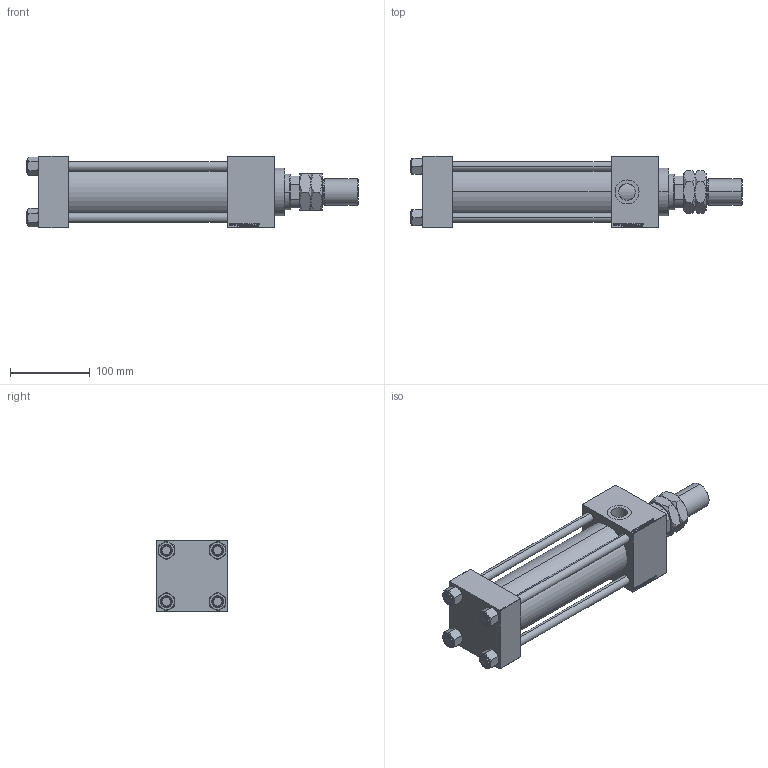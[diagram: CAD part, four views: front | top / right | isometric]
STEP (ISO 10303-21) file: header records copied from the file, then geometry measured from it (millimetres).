
FILE_DESCRIPTION (( 'STEP AP203' ), '1' );
FILE_NAME ('3a04.STEP', '2025-02-27T07:40:46', ( '' ), ( '' ), 'SwSTEP 2.0', 'SolidWorks 2019', '' );
FILE_SCHEMA (( 'CONFIG_CONTROL_DESIGN' ));
Length unit declared in the file: millimetre
Products named in the file (7): V215CR_VCP_C 4a5c91fc34afd6d734f5b2c4c30a6db5; V215CR_C_TYCINKA 4a5c91fc34afd6d734f5b2c4c30a6db5; V215CR_C_Body 4a5c91fc34afd6d734f5b2c4c30a6db5; MTA 4a5c91fc34afd6d734f5b2c4c30a6db5; 3a04; V215_VC_A 4a5c91fc34afd6d734f5b2c4c30a6db5; NUT_M5_C 4a5c91fc34afd6d734f5b2c4c30a6db5
Assembly tree (12 placements, depth 2):
  3a04
    V215CR_C_Body 4a5c91fc34afd6d734f5b2c4c30a6db5
    V215CR_VCP_C 4a5c91fc34afd6d734f5b2c4c30a6db5
    NUT_M5_C 4a5c91fc34afd6d734f5b2c4c30a6db5  x4
    V215CR_C_TYCINKA 4a5c91fc34afd6d734f5b2c4c30a6db5  x4
    V215_VC_A 4a5c91fc34afd6d734f5b2c4c30a6db5
    MTA 4a5c91fc34afd6d734f5b2c4c30a6db5
Bounding box: 416 x 90 x 90 mm (x, y, z)
Volume: 1459707.9 mm3; surface area: 301556.7 mm2
Topology: 12 solids, 12 shells, 1195 faces, 2970 edges, 1915 vertices
Faces by surface type: plane 540, bspline 392, cone 164, cylinder 89, torus 10
Entity records: 51819 total; most frequent: CARTESIAN_POINT 27722, ORIENTED_EDGE 5432, DIRECTION 3472, EDGE_CURVE 2716, VERTEX_POINT 1771, VECTOR 1610, LINE 1610, EDGE_LOOP 1203
